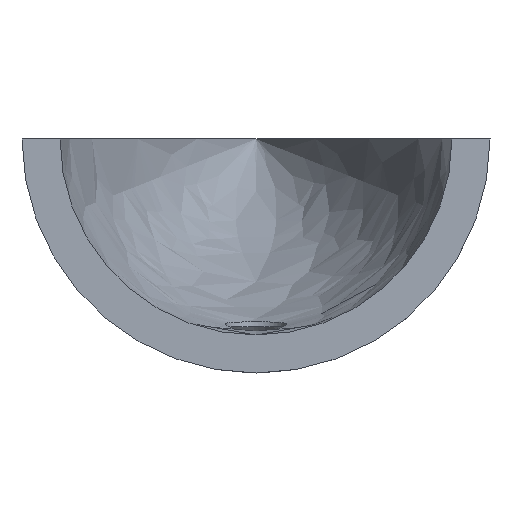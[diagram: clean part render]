
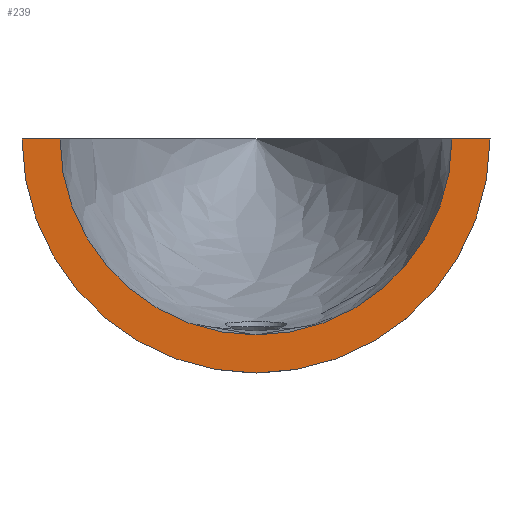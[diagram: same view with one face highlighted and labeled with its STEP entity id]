
A CAD part, left-side view. The second image highlights one B-rep face of the part: STEP entity #239.
In plain terms, the highlighted planar face has unit normal (-1, 0, 0).
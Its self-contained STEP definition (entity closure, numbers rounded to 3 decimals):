
#27=LINE('',#1095,#40);
#28=LINE('',#1098,#41);
#40=VECTOR('',#326,10.);
#41=VECTOR('',#329,10.);
#53=PLANE('',#281);
#69=FACE_OUTER_BOUND('',#85,.T.);
#85=EDGE_LOOP('',(#204,#205,#206,#207));
#106=CIRCLE('',#282,10.286);
#107=CIRCLE('',#283,12.286);
#124=VERTEX_POINT('',#1091);
#125=VERTEX_POINT('',#1092);
#126=VERTEX_POINT('',#1094);
#127=VERTEX_POINT('',#1096);
#152=EDGE_CURVE('',#124,#125,#106,.T.);
#153=EDGE_CURVE('',#125,#126,#27,.T.);
#154=EDGE_CURVE('',#126,#127,#107,.T.);
#155=EDGE_CURVE('',#127,#124,#28,.T.);
#204=ORIENTED_EDGE('',*,*,#152,.T.);
#205=ORIENTED_EDGE('',*,*,#153,.T.);
#206=ORIENTED_EDGE('',*,*,#154,.T.);
#207=ORIENTED_EDGE('',*,*,#155,.T.);
#239=ADVANCED_FACE('',(#69),#53,.F.);
#281=AXIS2_PLACEMENT_3D('',#1090,#322,#323);
#282=AXIS2_PLACEMENT_3D('',#1093,#324,#325);
#283=AXIS2_PLACEMENT_3D('',#1097,#327,#328);
#322=DIRECTION('center_axis',(1.,0.,0.));
#323=DIRECTION('ref_axis',(0.,0.,-1.));
#324=DIRECTION('center_axis',(1.,0.,0.));
#325=DIRECTION('ref_axis',(0.,1.,0.));
#326=DIRECTION('',(0.,1.,0.));
#327=DIRECTION('center_axis',(-1.,0.,0.));
#328=DIRECTION('ref_axis',(0.,1.,0.));
#329=DIRECTION('',(0.,1.,0.));
#1090=CARTESIAN_POINT('Origin',(-6.,0.,-6.143));
#1091=CARTESIAN_POINT('',(-6.,-10.286,0.));
#1092=CARTESIAN_POINT('',(-6.,10.286,0.));
#1093=CARTESIAN_POINT('Origin',(-6.,0.,0.));
#1094=CARTESIAN_POINT('',(-6.,12.286,0.));
#1095=CARTESIAN_POINT('',(-6.,12.286,0.));
#1096=CARTESIAN_POINT('',(-6.,-12.286,0.));
#1097=CARTESIAN_POINT('Origin',(-6.,0.,0.));
#1098=CARTESIAN_POINT('',(-6.,-10.286,0.));
